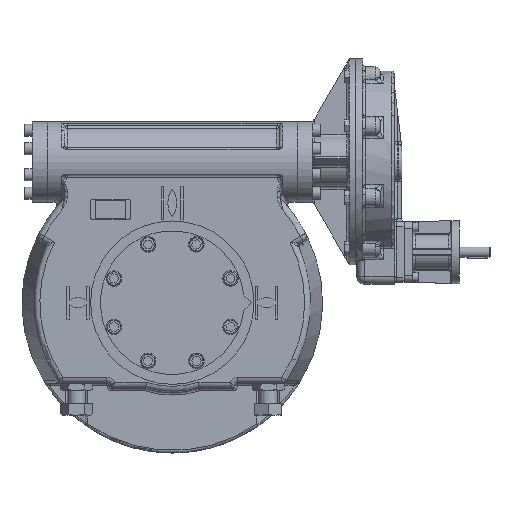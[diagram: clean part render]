
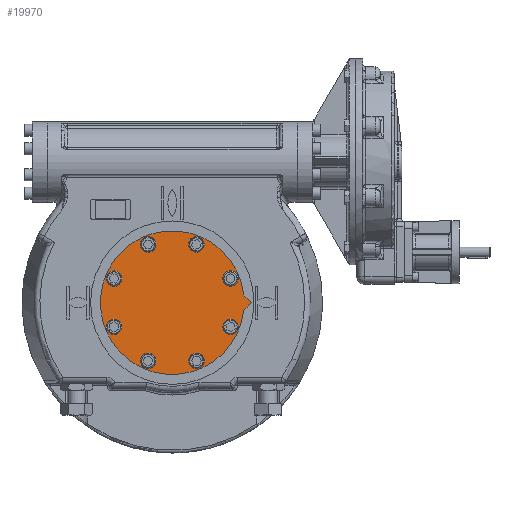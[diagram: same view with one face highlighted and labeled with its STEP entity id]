
A CAD part, top view. The second image highlights one B-rep face of the part: STEP entity #19970.
In plain terms, the highlighted planar face has unit normal (0, 0, 1).
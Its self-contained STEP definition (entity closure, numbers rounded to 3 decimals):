
#2504=LINE('',#56019,#3700);
#2507=LINE('',#56025,#3703);
#3700=VECTOR('',#28588,1000.);
#3703=VECTOR('',#28593,1000.);
#4261=PLANE('',#23405);
#9489=ORIENTED_EDGE('',*,*,#12544,.T.);
#9490=ORIENTED_EDGE('',*,*,#12545,.T.);
#9491=ORIENTED_EDGE('',*,*,#12546,.T.);
#9492=ORIENTED_EDGE('',*,*,#12547,.T.);
#9493=ORIENTED_EDGE('',*,*,#12548,.T.);
#9494=ORIENTED_EDGE('',*,*,#12549,.T.);
#9495=ORIENTED_EDGE('',*,*,#12550,.T.);
#9496=ORIENTED_EDGE('',*,*,#12551,.T.);
#9497=ORIENTED_EDGE('',*,*,#12529,.F.);
#9498=ORIENTED_EDGE('',*,*,#12535,.F.);
#9499=ORIENTED_EDGE('',*,*,#12532,.F.);
#12529=EDGE_CURVE('',#14549,#14550,#2504,.T.);
#12532=EDGE_CURVE('',#14550,#14552,#2507,.T.);
#12535=EDGE_CURVE('',#14552,#14549,#15541,.T.);
#12544=EDGE_CURVE('',#14561,#14561,#15550,.T.);
#12545=EDGE_CURVE('',#14562,#14562,#15551,.T.);
#12546=EDGE_CURVE('',#14563,#14563,#15552,.T.);
#12547=EDGE_CURVE('',#14564,#14564,#15553,.T.);
#12548=EDGE_CURVE('',#14565,#14565,#15554,.T.);
#12549=EDGE_CURVE('',#14566,#14566,#15555,.T.);
#12550=EDGE_CURVE('',#14567,#14567,#15556,.T.);
#12551=EDGE_CURVE('',#14568,#14568,#15557,.T.);
#14549=VERTEX_POINT('',#56018);
#14550=VERTEX_POINT('',#56020);
#14552=VERTEX_POINT('',#56026);
#14561=VERTEX_POINT('',#56050);
#14562=VERTEX_POINT('',#56052);
#14563=VERTEX_POINT('',#56054);
#14564=VERTEX_POINT('',#56056);
#14565=VERTEX_POINT('',#56058);
#14566=VERTEX_POINT('',#56060);
#14567=VERTEX_POINT('',#56062);
#14568=VERTEX_POINT('',#56064);
#15541=CIRCLE('',#23395,142.5);
#15550=CIRCLE('',#23406,10.5);
#15551=CIRCLE('',#23407,10.5);
#15552=CIRCLE('',#23408,10.5);
#15553=CIRCLE('',#23409,10.5);
#15554=CIRCLE('',#23410,10.5);
#15555=CIRCLE('',#23411,10.5);
#15556=CIRCLE('',#23412,10.5);
#15557=CIRCLE('',#23413,10.5);
#17031=EDGE_LOOP('',(#9489));
#17032=EDGE_LOOP('',(#9490));
#17033=EDGE_LOOP('',(#9491));
#17034=EDGE_LOOP('',(#9492));
#17035=EDGE_LOOP('',(#9493));
#17036=EDGE_LOOP('',(#9494));
#17037=EDGE_LOOP('',(#9495));
#17038=EDGE_LOOP('',(#9496));
#17039=EDGE_LOOP('',(#9497,#9498,#9499));
#18544=FACE_BOUND('',#17031,.T.);
#18545=FACE_BOUND('',#17032,.T.);
#18546=FACE_BOUND('',#17033,.T.);
#18547=FACE_BOUND('',#17034,.T.);
#18548=FACE_BOUND('',#17035,.T.);
#18549=FACE_BOUND('',#17036,.T.);
#18550=FACE_BOUND('',#17037,.T.);
#18551=FACE_BOUND('',#17038,.T.);
#18552=FACE_BOUND('',#17039,.T.);
#19970=ADVANCED_FACE('',(#18544,#18545,#18546,#18547,#18548,#18549,#18550,
#18551,#18552),#4261,.F.);
#23395=AXIS2_PLACEMENT_3D('',#56030,#28599,#28600);
#23405=AXIS2_PLACEMENT_3D('',#56048,#28619,#28620);
#23406=AXIS2_PLACEMENT_3D('',#56049,#28621,#28622);
#23407=AXIS2_PLACEMENT_3D('',#56051,#28623,#28624);
#23408=AXIS2_PLACEMENT_3D('',#56053,#28625,#28626);
#23409=AXIS2_PLACEMENT_3D('',#56055,#28627,#28628);
#23410=AXIS2_PLACEMENT_3D('',#56057,#28629,#28630);
#23411=AXIS2_PLACEMENT_3D('',#56059,#28631,#28632);
#23412=AXIS2_PLACEMENT_3D('',#56061,#28633,#28634);
#23413=AXIS2_PLACEMENT_3D('',#56063,#28635,#28636);
#28588=DIRECTION('',(0.707,-0.707,0.));
#28593=DIRECTION('',(-0.707,-0.707,0.));
#28599=DIRECTION('',(0.,0.,-1.));
#28600=DIRECTION('',(1.,0.,0.));
#28619=DIRECTION('',(0.,0.,-1.));
#28620=DIRECTION('',(1.,0.,0.));
#28621=DIRECTION('',(0.,0.,-1.));
#28622=DIRECTION('',(0.707,0.707,0.));
#28623=DIRECTION('',(0.,0.,-1.));
#28624=DIRECTION('',(0.,1.,0.));
#28625=DIRECTION('',(0.,0.,-1.));
#28626=DIRECTION('',(-0.707,0.707,0.));
#28627=DIRECTION('',(0.,0.,-1.));
#28628=DIRECTION('',(-1.,0.,0.));
#28629=DIRECTION('',(0.,0.,-1.));
#28630=DIRECTION('',(-0.707,-0.707,0.));
#28631=DIRECTION('',(0.,0.,-1.));
#28632=DIRECTION('',(0.,-1.,0.));
#28633=DIRECTION('',(0.,0.,-1.));
#28634=DIRECTION('',(0.707,-0.707,0.));
#28635=DIRECTION('',(0.,0.,-1.));
#28636=DIRECTION('',(1.,0.,0.));
#56018=CARTESIAN_POINT('',(141.673,15.327,78.));
#56019=CARTESIAN_POINT('',(157.,0.,78.));
#56020=CARTESIAN_POINT('',(157.,0.,78.));
#56025=CARTESIAN_POINT('',(157.,0.,78.));
#56026=CARTESIAN_POINT('',(141.673,-15.327,78.));
#56030=CARTESIAN_POINT('',(0.,0.,78.));
#56048=CARTESIAN_POINT('',(0.,0.,78.));
#56049=CARTESIAN_POINT('',(47.835,115.485,78.));
#56050=CARTESIAN_POINT('',(55.26,122.91,78.));
#56051=CARTESIAN_POINT('',(-47.835,115.485,78.));
#56052=CARTESIAN_POINT('',(-47.835,125.985,78.));
#56053=CARTESIAN_POINT('',(-115.485,47.835,78.));
#56054=CARTESIAN_POINT('',(-122.91,55.26,78.));
#56055=CARTESIAN_POINT('',(-115.485,-47.835,78.));
#56056=CARTESIAN_POINT('',(-125.985,-47.835,78.));
#56057=CARTESIAN_POINT('',(-47.835,-115.485,78.));
#56058=CARTESIAN_POINT('',(-55.26,-122.91,78.));
#56059=CARTESIAN_POINT('',(47.835,-115.485,78.));
#56060=CARTESIAN_POINT('',(47.835,-125.985,78.));
#56061=CARTESIAN_POINT('',(115.485,-47.835,78.));
#56062=CARTESIAN_POINT('',(122.91,-55.26,78.));
#56063=CARTESIAN_POINT('',(115.485,47.835,78.));
#56064=CARTESIAN_POINT('',(125.985,47.835,78.));
